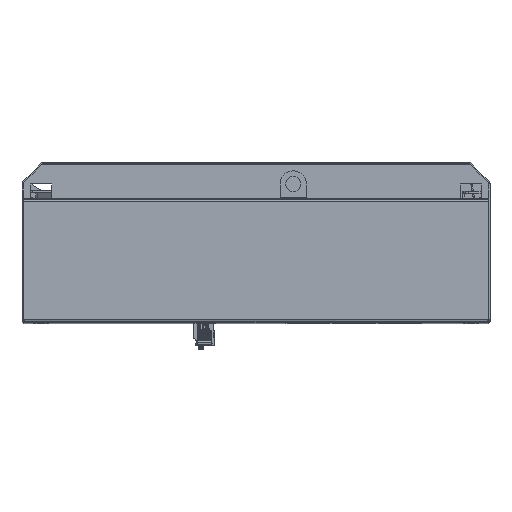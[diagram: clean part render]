
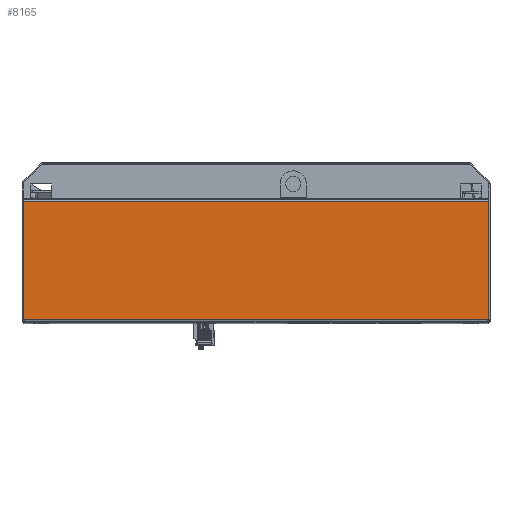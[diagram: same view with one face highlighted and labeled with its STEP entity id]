
A CAD part, top view. The second image highlights one B-rep face of the part: STEP entity #8165.
In plain terms, the highlighted planar face has unit normal (0, 0, 1).
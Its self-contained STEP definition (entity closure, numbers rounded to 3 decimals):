
#753=DIRECTION('',(-1.,0.,0.));
#754=VECTOR('',#753,318.4);
#755=CARTESIAN_POINT('',(159.2,82.7,300.));
#756=LINE('',#755,#754);
#757=DIRECTION('',(0.,-1.,0.));
#758=VECTOR('',#757,80.9);
#759=CARTESIAN_POINT('',(-159.2,82.7,300.));
#760=LINE('',#759,#758);
#761=DIRECTION('',(0.,1.,0.));
#762=VECTOR('',#761,80.9);
#763=CARTESIAN_POINT('',(159.2,1.8,300.));
#764=LINE('',#763,#762);
#771=CARTESIAN_POINT('',(-159.2,1.8,300.));
#773=DIRECTION('',(1.,0.,0.));
#774=VECTOR('',#773,318.4);
#775=CARTESIAN_POINT('',(-159.2,1.8,300.));
#776=LINE('',#775,#774);
#777=CARTESIAN_POINT('',(159.2,1.8,300.));
#4982=VERTEX_POINT('',#777);
#4986=VERTEX_POINT('',#771);
#5901=CARTESIAN_POINT('',(-159.2,82.7,300.));
#5902=VERTEX_POINT('',#5901);
#5903=CARTESIAN_POINT('',(159.2,82.7,300.));
#5904=VERTEX_POINT('',#5903);
#8151=CARTESIAN_POINT('',(0.,42.25,300.));
#8152=DIRECTION('',(0.,0.,1.));
#8153=DIRECTION('',(0.,-1.,0.));
#8154=AXIS2_PLACEMENT_3D('',#8151,#8152,#8153);
#8155=PLANE('',#8154);
#8157=ORIENTED_EDGE('',*,*,#8156,.F.);
#8159=ORIENTED_EDGE('',*,*,#8158,.F.);
#8160=ORIENTED_EDGE('',*,*,#8137,.F.);
#8162=ORIENTED_EDGE('',*,*,#8161,.F.);
#8163=EDGE_LOOP('',(#8157,#8159,#8160,#8162));
#8164=FACE_OUTER_BOUND('',#8163,.F.);
#8165=ADVANCED_FACE('',(#8164),#8155,.T.);
#8137=EDGE_CURVE('',#5904,#5902,#756,.T.);
#8156=EDGE_CURVE('',#4986,#4982,#776,.T.);
#8158=EDGE_CURVE('',#5902,#4986,#760,.T.);
#8161=EDGE_CURVE('',#4982,#5904,#764,.T.);
